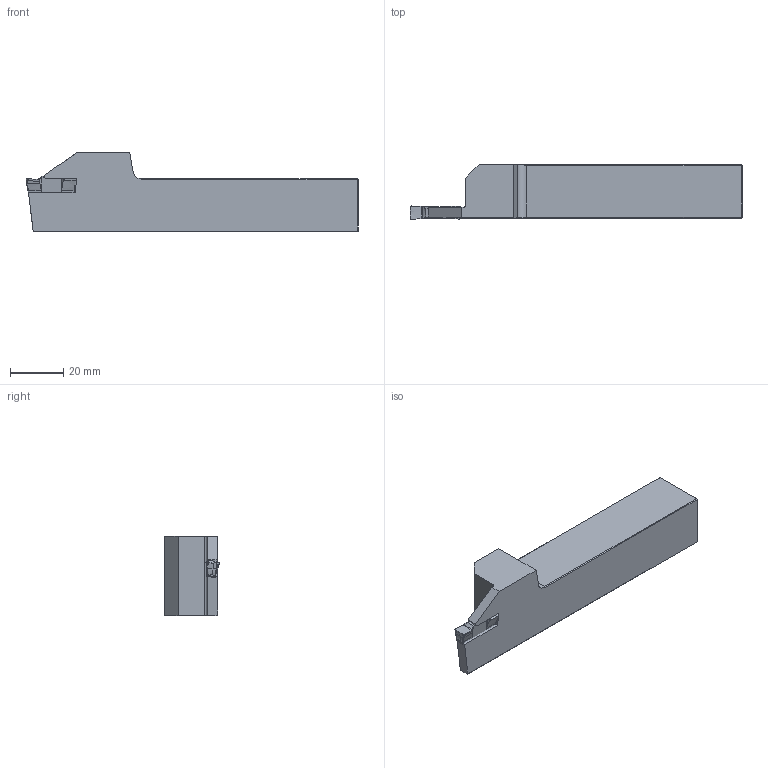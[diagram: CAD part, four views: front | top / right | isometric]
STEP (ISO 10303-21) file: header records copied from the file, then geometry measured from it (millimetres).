
FILE_DESCRIPTION(/* description */ (''),/* implementation_level */ '2;1');
FILE_NAME(/* name */ 'ADKT-I-R-2020-5-T20.stp',/* time_stamp */ '2023-10-18T15:04:22+03:00',/* author */ (''),/* organization */ (''),/* preprocessor_version */ 'ST-DEVELOPER v19.4',/* originating_system */ 'SIEMENS PLM Software NX2306.3001',/* authorisation */ '');
FILE_SCHEMA (('AUTOMOTIVE_DESIGN { 1 0 10303 214 3 1 1 1 }'));
Length unit declared in the file: millimetre
Products named in the file (1): ADKT-I-R-2020-5-T20-light
Bounding box: 125 x 20.49 x 30 mm (x, y, z)
Volume: 46915.5 mm3; surface area: 11022 mm2
Topology: 2 solids, 2 shells, 131 faces, 405 edges, 278 vertices
Faces by surface type: bspline 64, plane 37, extrusion 23, cylinder 7
Entity records: 17223 total; most frequent: CARTESIAN_POINT 14330, ORIENTED_EDGE 810, EDGE_CURVE 405, VERTEX_POINT 278, B_SPLINE_CURVE_WITH_KNOTS 277, DIRECTION 246, VECTOR 138, ADVANCED_FACE 131
